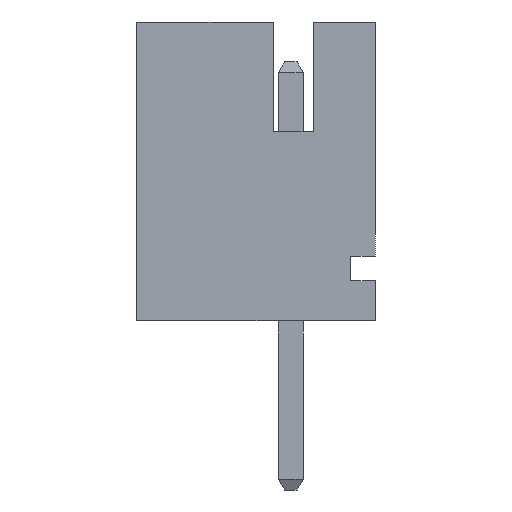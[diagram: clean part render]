
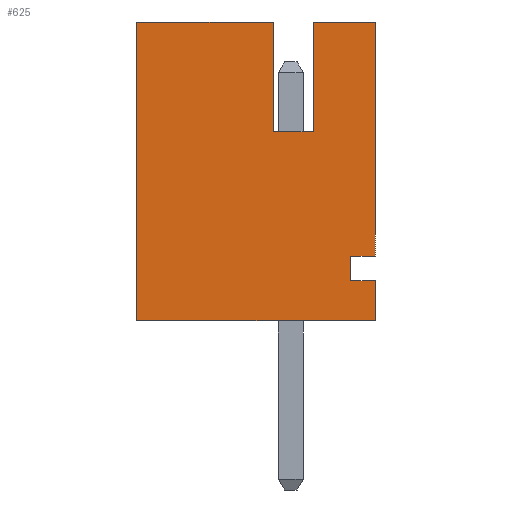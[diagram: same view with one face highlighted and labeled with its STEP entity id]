
A CAD part, left-side view. The second image highlights one B-rep face of the part: STEP entity #625.
In plain terms, the highlighted planar face has unit normal (-1, 0, 0).
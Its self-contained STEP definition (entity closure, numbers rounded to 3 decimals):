
#625=ADVANCED_FACE('',(#1351),#1353,.T.);
#1351=FACE_BOUND('',#1352,.T.);
#1352=EDGE_LOOP('',(#1940,#1941,#1942,#1943,#1944,#1945,#1946,#1947,#1948,#1949,
#1950,#1951));
#1353=PLANE('',#1354);
#1354=AXIS2_PLACEMENT_3D('',#1355,#1356,#1357);
#1355=CARTESIAN_POINT('',(-14.,3.1,0.));
#1356=DIRECTION('',(-1.,0.,0.));
#1357=DIRECTION('',(0.,-1.,0.));
#1940=ORIENTED_EDGE('',*,*,#2344,.T.);
#1941=ORIENTED_EDGE('',*,*,#2345,.T.);
#1942=ORIENTED_EDGE('',*,*,#2346,.F.);
#1943=ORIENTED_EDGE('',*,*,#2308,.F.);
#1944=ORIENTED_EDGE('',*,*,#2336,.T.);
#1945=ORIENTED_EDGE('',*,*,#2343,.T.);
#1946=ORIENTED_EDGE('',*,*,#2347,.T.);
#1947=ORIENTED_EDGE('',*,*,#2348,.T.);
#1948=ORIENTED_EDGE('',*,*,#2349,.T.);
#1949=ORIENTED_EDGE('',*,*,#2350,.T.);
#1950=ORIENTED_EDGE('',*,*,#2351,.F.);
#1951=ORIENTED_EDGE('',*,*,#2352,.T.);
#2308=EDGE_CURVE('',#2615,#2617,#2618,.T.);
#2336=EDGE_CURVE('',#2615,#2652,#2654,.T.);
#2343=EDGE_CURVE('',#2652,#2665,#2667,.T.);
#2344=EDGE_CURVE('',#2668,#2669,#2670,.F.);
#2345=EDGE_CURVE('',#2669,#2671,#2672,.F.);
#2346=EDGE_CURVE('',#2617,#2671,#2673,.T.);
#2347=EDGE_CURVE('',#2665,#2674,#2675,.F.);
#2348=EDGE_CURVE('',#2674,#2676,#2677,.T.);
#2349=EDGE_CURVE('',#2676,#2678,#2679,.F.);
#2350=EDGE_CURVE('',#2678,#2680,#2681,.T.);
#2351=EDGE_CURVE('',#2682,#2680,#2683,.T.);
#2352=EDGE_CURVE('',#2682,#2668,#2684,.F.);
#2615=VERTEX_POINT('',#3167);
#2617=VERTEX_POINT('',#3171);
#2618=LINE('',#3172,#3173);
#2652=VERTEX_POINT('',#3260);
#2654=LINE('',#3264,#3265);
#2665=VERTEX_POINT('',#3287);
#2667=LINE('',#3291,#3292);
#2668=VERTEX_POINT('',#3294);
#2669=VERTEX_POINT('',#3295);
#2670=LINE('',#3296,#3297);
#2671=VERTEX_POINT('',#3299);
#2672=LINE('',#3300,#3301);
#2673=LINE('',#3303,#3304);
#2674=VERTEX_POINT('',#3306);
#2675=LINE('',#3307,#3308);
#2676=VERTEX_POINT('',#3310);
#2677=LINE('',#3311,#3312);
#2678=VERTEX_POINT('',#3314);
#2679=LINE('',#3315,#3316);
#2680=VERTEX_POINT('',#3318);
#2681=LINE('',#3319,#3320);
#2682=VERTEX_POINT('',#3322);
#2683=LINE('',#3323,#3324);
#2684=LINE('',#3326,#3327);
#3167=CARTESIAN_POINT('',(-14.,3.1,0.));
#3171=CARTESIAN_POINT('',(-14.,3.1,6.));
#3172=CARTESIAN_POINT('',(-14.,3.1,0.));
#3173=VECTOR('',#3174,1.);
#3174=DIRECTION('',(0.,0.,1.));
#3260=CARTESIAN_POINT('',(-14.,-1.7,0.));
#3264=CARTESIAN_POINT('',(-14.,3.1,0.));
#3265=VECTOR('',#3266,1.);
#3266=DIRECTION('',(0.,-1.,0.));
#3287=CARTESIAN_POINT('',(-14.,-1.7,0.8));
#3291=CARTESIAN_POINT('',(-14.,-1.7,0.));
#3292=VECTOR('',#3293,1.);
#3293=DIRECTION('',(0.,0.,1.));
#3294=CARTESIAN_POINT('',(-14.,-0.45,3.8));
#3295=CARTESIAN_POINT('',(-14.,0.35,3.8));
#3296=CARTESIAN_POINT('',(-14.,0.35,3.8));
#3297=VECTOR('',#3298,1.);
#3298=DIRECTION('',(0.,-1.,0.));
#3299=CARTESIAN_POINT('',(-14.,0.35,6.));
#3300=CARTESIAN_POINT('',(-14.,0.35,6.));
#3301=VECTOR('',#3302,1.);
#3302=DIRECTION('',(0.,0.,-1.));
#3303=CARTESIAN_POINT('',(-14.,3.1,6.));
#3304=VECTOR('',#3305,1.);
#3305=DIRECTION('',(0.,-1.,0.));
#3306=CARTESIAN_POINT('',(-14.,-1.2,0.8));
#3307=CARTESIAN_POINT('',(-14.,-1.2,0.8));
#3308=VECTOR('',#3309,1.);
#3309=DIRECTION('',(0.,-1.,0.));
#3310=CARTESIAN_POINT('',(-14.,-1.2,1.3));
#3311=CARTESIAN_POINT('',(-14.,-1.2,0.8));
#3312=VECTOR('',#3313,1.);
#3313=DIRECTION('',(0.,0.,1.));
#3314=CARTESIAN_POINT('',(-14.,-1.7,1.3));
#3315=CARTESIAN_POINT('',(-14.,-1.7,1.3));
#3316=VECTOR('',#3317,1.);
#3317=DIRECTION('',(0.,1.,0.));
#3318=CARTESIAN_POINT('',(-14.,-1.7,6.));
#3319=CARTESIAN_POINT('',(-14.,-1.7,1.3));
#3320=VECTOR('',#3321,1.);
#3321=DIRECTION('',(0.,0.,1.));
#3322=CARTESIAN_POINT('',(-14.,-0.45,6.));
#3323=CARTESIAN_POINT('',(-14.,-0.45,6.));
#3324=VECTOR('',#3325,1.);
#3325=DIRECTION('',(0.,-1.,0.));
#3326=CARTESIAN_POINT('',(-14.,-0.45,3.8));
#3327=VECTOR('',#3328,1.);
#3328=DIRECTION('',(0.,0.,1.));
